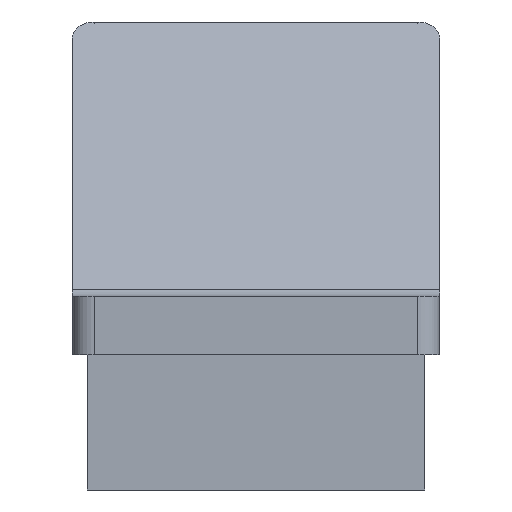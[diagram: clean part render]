
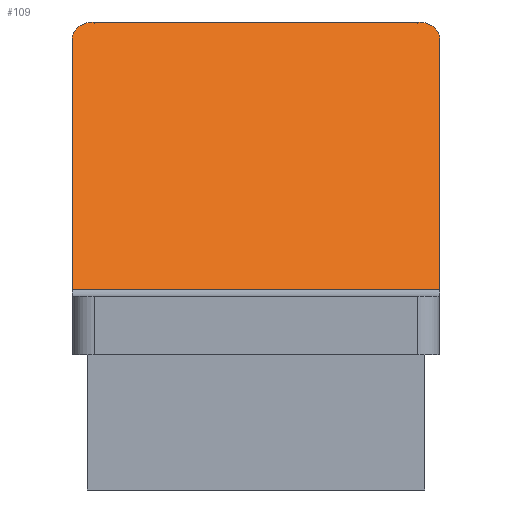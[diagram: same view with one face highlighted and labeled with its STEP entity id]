
A CAD part, front view. The second image highlights one B-rep face of the part: STEP entity #109.
In plain terms, the highlighted planar face has unit normal (0, -0.731, 0.682).
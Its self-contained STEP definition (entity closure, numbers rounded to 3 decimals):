
#3 = AXIS2_PLACEMENT_3D ( 'NONE', #152, #250, #621 ) ;
#4 = CARTESIAN_POINT ( 'NONE',  ( 12.5, 46.578, 4.477 ) ) ;
#6 = PLANE ( 'NONE',  #125 ) ;
#18 = EDGE_CURVE ( 'NONE', #351, #428, #91, .T. ) ;
#21 = CARTESIAN_POINT ( 'NONE',  ( -11., 63.537, 22.664 ) ) ;
#35 = ORIENTED_EDGE ( 'NONE', *, *, #294, .T. ) ;
#65 = ORIENTED_EDGE ( 'NONE', *, *, #651, .T. ) ;
#77 = VERTEX_POINT ( 'NONE', #639 ) ;
#81 = AXIS2_PLACEMENT_3D ( 'NONE', #241, #675, #457 ) ;
#88 = CARTESIAN_POINT ( 'NONE',  ( -12.5, 63.537, 22.664 ) ) ;
#91 = LINE ( 'NONE', #4, #380 ) ;
#109 = ADVANCED_FACE ( 'NONE', ( #429 ), #6, .F. ) ;
#123 = DIRECTION ( 'NONE',  ( 0., 0.682, 0.731 ) ) ;
#125 = AXIS2_PLACEMENT_3D ( 'NONE', #266, #217, #123 ) ;
#135 = CARTESIAN_POINT ( 'NONE',  ( -12.5, 46.578, 4.477 ) ) ;
#145 = CARTESIAN_POINT ( 'NONE',  ( 12.5, 63.537, 22.664 ) ) ;
#152 = CARTESIAN_POINT ( 'NONE',  ( 11., 62.514, 21.567 ) ) ;
#159 = VERTEX_POINT ( 'NONE', #599 ) ;
#173 = VECTOR ( 'NONE', #459, 1000. ) ;
#213 = DIRECTION ( 'NONE',  ( -1., 0., 0. ) ) ;
#217 = DIRECTION ( 'NONE',  ( 0., 0.731, -0.682 ) ) ;
#233 = CIRCLE ( 'NONE', #3, 1.5 ) ;
#238 = LINE ( 'NONE', #145, #476 ) ;
#241 = CARTESIAN_POINT ( 'NONE',  ( -11., 62.514, 21.567 ) ) ;
#242 = ORIENTED_EDGE ( 'NONE', *, *, #623, .F. ) ;
#250 = DIRECTION ( 'NONE',  ( 0., -0.731, 0.682 ) ) ;
#266 = CARTESIAN_POINT ( 'NONE',  ( 12.5, 63.537, 22.664 ) ) ;
#282 = ORIENTED_EDGE ( 'NONE', *, *, #409, .T. ) ;
#294 = EDGE_CURVE ( 'NONE', #77, #428, #653, .T. ) ;
#351 = VERTEX_POINT ( 'NONE', #422 ) ;
#380 = VECTOR ( 'NONE', #213, 1000. ) ;
#409 = EDGE_CURVE ( 'NONE', #563, #521, #640, .T. ) ;
#410 = CIRCLE ( 'NONE', #81, 1.5 ) ;
#422 = CARTESIAN_POINT ( 'NONE',  ( 12.5, 46.578, 4.477 ) ) ;
#428 = VERTEX_POINT ( 'NONE', #135 ) ;
#429 = FACE_OUTER_BOUND ( 'NONE', #589, .T. ) ;
#439 = DIRECTION ( 'NONE',  ( -1., 0., 0. ) ) ;
#457 = DIRECTION ( 'NONE',  ( 0., 0.682, 0.731 ) ) ;
#459 = DIRECTION ( 'NONE',  ( 0., -0.682, -0.731 ) ) ;
#476 = VECTOR ( 'NONE', #565, 1000. ) ;
#492 = CARTESIAN_POINT ( 'NONE',  ( 11., 63.537, 22.664 ) ) ;
#500 = VECTOR ( 'NONE', #439, 1000. ) ;
#508 = ORIENTED_EDGE ( 'NONE', *, *, #673, .T. ) ;
#521 = VERTEX_POINT ( 'NONE', #21 ) ;
#543 = CARTESIAN_POINT ( 'NONE',  ( 12.5, 63.537, 22.664 ) ) ;
#563 = VERTEX_POINT ( 'NONE', #492 ) ;
#565 = DIRECTION ( 'NONE',  ( 0., -0.682, -0.731 ) ) ;
#589 = EDGE_LOOP ( 'NONE', ( #242, #508, #282, #65, #35, #642 ) ) ;
#599 = CARTESIAN_POINT ( 'NONE',  ( 12.5, 62.514, 21.567 ) ) ;
#621 = DIRECTION ( 'NONE',  ( 0., 0.682, 0.731 ) ) ;
#623 = EDGE_CURVE ( 'NONE', #159, #351, #238, .T. ) ;
#639 = CARTESIAN_POINT ( 'NONE',  ( -12.5, 62.514, 21.567 ) ) ;
#640 = LINE ( 'NONE', #543, #500 ) ;
#642 = ORIENTED_EDGE ( 'NONE', *, *, #18, .F. ) ;
#651 = EDGE_CURVE ( 'NONE', #521, #77, #410, .T. ) ;
#653 = LINE ( 'NONE', #88, #173 ) ;
#673 = EDGE_CURVE ( 'NONE', #159, #563, #233, .T. ) ;
#675 = DIRECTION ( 'NONE',  ( 0., -0.731, 0.682 ) ) ;
